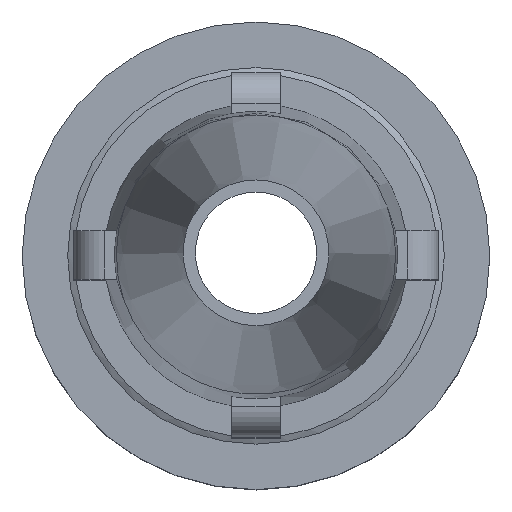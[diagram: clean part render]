
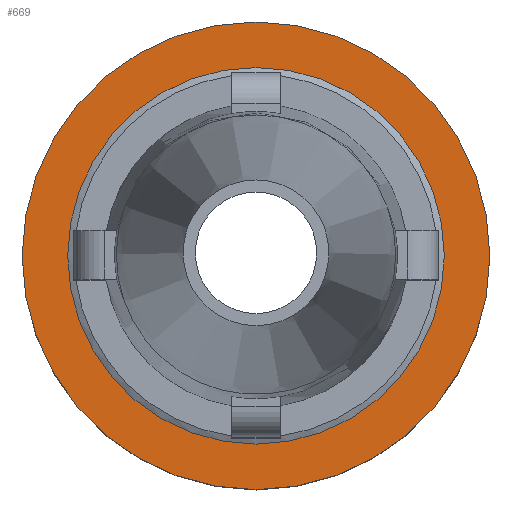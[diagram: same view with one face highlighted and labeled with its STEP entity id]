
A CAD part, top view. The second image highlights one B-rep face of the part: STEP entity #669.
In plain terms, the highlighted planar face has unit normal (0, 0, 1).
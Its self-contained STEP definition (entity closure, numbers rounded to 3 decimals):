
#137=PLANE('',#760);
#320=ORIENTED_EDGE('',*,*,#410,.T.);
#321=ORIENTED_EDGE('',*,*,#412,.F.);
#410=EDGE_CURVE('',#471,#471,#508,.T.);
#412=EDGE_CURVE('',#473,#473,#510,.T.);
#471=VERTEX_POINT('',#1179);
#473=VERTEX_POINT('',#1185);
#508=CIRCLE('',#757,3.1);
#510=CIRCLE('',#761,3.85);
#563=EDGE_LOOP('',(#320));
#564=EDGE_LOOP('',(#321));
#619=FACE_BOUND('',#563,.T.);
#620=FACE_BOUND('',#564,.T.);
#669=ADVANCED_FACE('',(#619,#620),#137,.F.);
#757=AXIS2_PLACEMENT_3D('',#1178,#956,#957);
#760=AXIS2_PLACEMENT_3D('',#1183,#962,#963);
#761=AXIS2_PLACEMENT_3D('',#1184,#964,#965);
#956=DIRECTION('',(0.,0.,-1.));
#957=DIRECTION('',(0.,1.,0.));
#962=DIRECTION('',(0.,0.,-1.));
#963=DIRECTION('',(-1.,0.,0.));
#964=DIRECTION('',(0.,0.,-1.));
#965=DIRECTION('',(0.,1.,0.));
#1178=CARTESIAN_POINT('',(0.,0.,3.));
#1179=CARTESIAN_POINT('',(0.,3.1,3.));
#1183=CARTESIAN_POINT('',(0.,0.,3.));
#1184=CARTESIAN_POINT('',(0.,0.,3.));
#1185=CARTESIAN_POINT('',(0.,3.85,3.));
